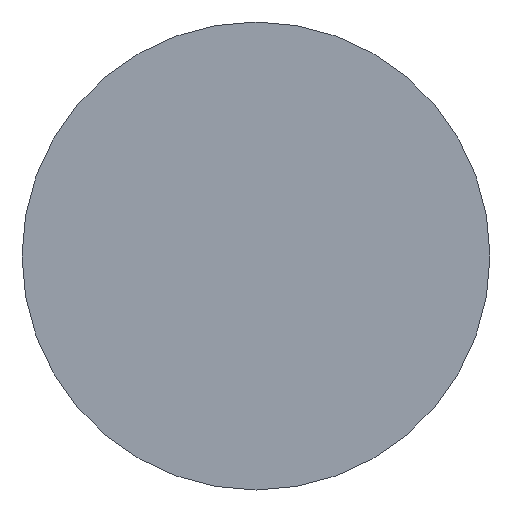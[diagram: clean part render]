
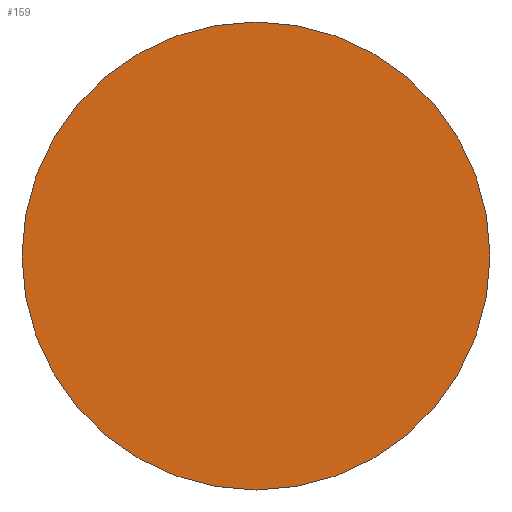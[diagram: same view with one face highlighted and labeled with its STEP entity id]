
A CAD part, left-side view. The second image highlights one B-rep face of the part: STEP entity #159.
In plain terms, the highlighted planar face has unit normal (-1, 0, 0).
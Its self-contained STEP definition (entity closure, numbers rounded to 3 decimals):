
#3 = EDGE_LOOP ( 'NONE', ( #163, #177 ) ) ;
#4 = AXIS2_PLACEMENT_3D ( 'NONE', #13, #155, #106 ) ;
#13 = CARTESIAN_POINT ( 'NONE',  ( 701.634, 219.548, 0. ) ) ;
#16 = CIRCLE ( 'NONE', #52, 2. ) ;
#31 = DIRECTION ( 'NONE',  ( -1., 0., 0. ) ) ;
#44 = CARTESIAN_POINT ( 'NONE',  ( 701.634, 219.548, -2. ) ) ;
#46 = DIRECTION ( 'NONE',  ( 1., 0., 0. ) ) ;
#49 = VERTEX_POINT ( 'NONE', #145 ) ;
#52 = AXIS2_PLACEMENT_3D ( 'NONE', #102, #31, #53 ) ;
#53 = DIRECTION ( 'NONE',  ( 0., 0., 1. ) ) ;
#54 = CARTESIAN_POINT ( 'NONE',  ( 701.634, 219.548, 0. ) ) ;
#90 = CIRCLE ( 'NONE', #4, 2. ) ;
#96 = FACE_OUTER_BOUND ( 'NONE', #3, .T. ) ;
#102 = CARTESIAN_POINT ( 'NONE',  ( 701.634, 219.548, 0. ) ) ;
#104 = DIRECTION ( 'NONE',  ( 0., 0., -1. ) ) ;
#105 = PLANE ( 'NONE',  #183 ) ;
#106 = DIRECTION ( 'NONE',  ( 0., 0., 1. ) ) ;
#110 = EDGE_CURVE ( 'NONE', #111, #49, #90, .T. ) ;
#111 = VERTEX_POINT ( 'NONE', #44 ) ;
#145 = CARTESIAN_POINT ( 'NONE',  ( 701.634, 219.548, 2. ) ) ;
#155 = DIRECTION ( 'NONE',  ( -1., 0., 0. ) ) ;
#159 = ADVANCED_FACE ( 'NONE', ( #96 ), #105, .F. ) ;
#163 = ORIENTED_EDGE ( 'NONE', *, *, #178, .T. ) ;
#177 = ORIENTED_EDGE ( 'NONE', *, *, #110, .T. ) ;
#178 = EDGE_CURVE ( 'NONE', #49, #111, #16, .T. ) ;
#183 = AXIS2_PLACEMENT_3D ( 'NONE', #54, #46, #104 ) ;
